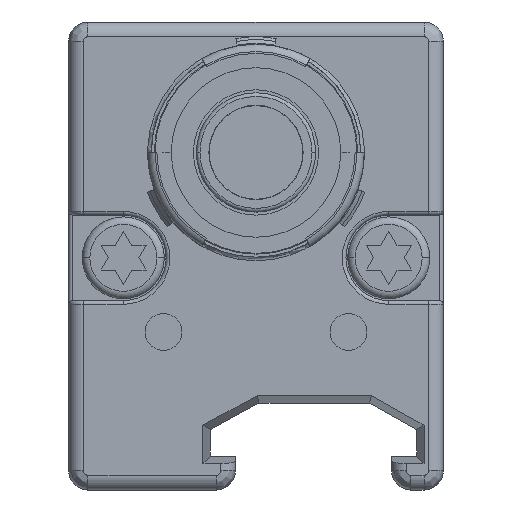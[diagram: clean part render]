
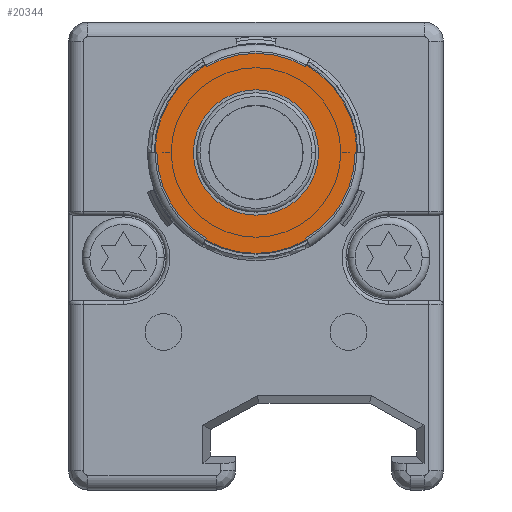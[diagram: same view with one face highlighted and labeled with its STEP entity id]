
A CAD part, front view. The second image highlights one B-rep face of the part: STEP entity #20344.
In plain terms, the highlighted planar face has unit normal (0, -1, 0).
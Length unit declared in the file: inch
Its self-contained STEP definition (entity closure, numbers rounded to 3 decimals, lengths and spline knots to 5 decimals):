
#3934=CARTESIAN_POINT('',(0.,-0.98425,0.90157));
#3935=DIRECTION('',(0.,-1.,0.));
#3936=DIRECTION('',(0.5,0.,-0.866));
#3937=AXIS2_PLACEMENT_3D('',#3934,#3935,#3936);
#3972=DIRECTION('',(-1.,0.,0.001));
#3973=VECTOR('',#3972,0.00492);
#3974=CARTESIAN_POINT('',(-0.26476,-0.98425,
0.90172));
#3975=LINE('',#3974,#3973);
#3976=CARTESIAN_POINT('',(0.,-0.98425,0.90157));
#3977=DIRECTION('',(0.,-1.,0.));
#3978=DIRECTION('',(-0.5,0.,0.866));
#3979=AXIS2_PLACEMENT_3D('',#3976,#3977,#3978);
#3981=DIRECTION('',(-0.501,0.,0.866));
#3982=VECTOR('',#3981,0.00492);
#3983=CARTESIAN_POINT('',(-0.13238,-0.98425,
1.13087));
#3984=LINE('',#3983,#3982);
#3985=DIRECTION('',(0.499,0.,0.866));
#3986=VECTOR('',#3985,0.00492);
#3987=CARTESIAN_POINT('',(0.13238,-0.98425,
1.13087));
#3988=LINE('',#3987,#3986);
#3989=CARTESIAN_POINT('',(0.,-0.98425,0.90157));
#3990=DIRECTION('',(0.,-1.,0.));
#3991=DIRECTION('',(1.,0.,0.));
#3992=AXIS2_PLACEMENT_3D('',#3989,#3990,#3991);
#3994=DIRECTION('',(1.,0.,0.));
#3995=VECTOR('',#3994,0.00492);
#3996=CARTESIAN_POINT('',(0.26476,-0.98425,
0.90157));
#3997=LINE('',#3996,#3995);
#3998=DIRECTION('',(0.501,0.,-0.866));
#3999=VECTOR('',#3998,0.00492);
#4000=CARTESIAN_POINT('',(0.13238,-0.98425,
0.67228));
#4001=LINE('',#4000,#3999);
#4002=CARTESIAN_POINT('',(0.,-0.98425,0.90157));
#4003=DIRECTION('',(0.,-1.,0.));
#4004=DIRECTION('',(-0.5,0.,-0.866));
#4005=AXIS2_PLACEMENT_3D('',#4002,#4003,#4004);
#4007=DIRECTION('',(-0.501,0.,-0.866));
#4008=VECTOR('',#4007,0.00492);
#4009=CARTESIAN_POINT('',(-0.13238,-0.98425,
0.67228));
#4010=LINE('',#4009,#4008);
#4011=CARTESIAN_POINT('',(0.,-0.98425,0.90157));
#4012=DIRECTION('',(0.,-1.,0.));
#4013=DIRECTION('',(-0.866,0.,0.5));
#4014=AXIS2_PLACEMENT_3D('',#4011,#4012,#4013);
#4016=CARTESIAN_POINT('',(0.,-0.98425,0.90157));
#4017=DIRECTION('',(0.,-1.,0.));
#4018=DIRECTION('',(0.866,0.,-0.5));
#4019=AXIS2_PLACEMENT_3D('',#4016,#4017,#4018);
#4021=CARTESIAN_POINT('',(0.,-0.98425,0.90157));
#4022=DIRECTION('',(0.,-1.,0.));
#4023=DIRECTION('',(-1.,0.,0.001));
#4024=AXIS2_PLACEMENT_3D('',#4021,#4022,#4023);
#4377=CARTESIAN_POINT('',(0.,-0.98425,0.90157));
#4378=DIRECTION('',(0.,-1.,0.));
#4379=DIRECTION('',(0.5,0.,0.866));
#4380=AXIS2_PLACEMENT_3D('',#4377,#4378,#4379);
#14863=CARTESIAN_POINT('',(0.13484,-0.98425,
1.13513));
#14865=VERTEX_POINT('',#14863);
#14867=CARTESIAN_POINT('',(0.13238,-0.98425,
0.67228));
#14868=CARTESIAN_POINT('',(0.13484,-0.98425,
0.66802));
#14869=VERTEX_POINT('',#14867);
#14870=VERTEX_POINT('',#14868);
#14875=CARTESIAN_POINT('',(0.26476,-0.98425,
0.90157));
#14876=CARTESIAN_POINT('',(0.26968,-0.98425,
0.90157));
#14877=VERTEX_POINT('',#14875);
#14878=VERTEX_POINT('',#14876);
#14891=CARTESIAN_POINT('',(-0.13484,-0.98425,
0.66802));
#14892=VERTEX_POINT('',#14891);
#14903=CARTESIAN_POINT('',(0.13238,-0.98425,
1.13087));
#14904=VERTEX_POINT('',#14903);
#14907=CARTESIAN_POINT('',(-0.13238,-0.98425,
1.13087));
#14908=CARTESIAN_POINT('',(-0.13484,-0.98425,
1.13513));
#14909=VERTEX_POINT('',#14907);
#14910=VERTEX_POINT('',#14908);
#14939=CARTESIAN_POINT('',(-0.14491,-0.98425,
0.98524));
#14940=CARTESIAN_POINT('',(0.14491,-0.98425,
0.81791));
#14941=VERTEX_POINT('',#14939);
#14942=VERTEX_POINT('',#14940);
#14951=CARTESIAN_POINT('',(-0.26476,-0.98425,
0.90172));
#14952=CARTESIAN_POINT('',(-0.26968,-0.98425,
0.90172));
#14953=VERTEX_POINT('',#14951);
#14954=VERTEX_POINT('',#14952);
#14959=CARTESIAN_POINT('',(-0.13238,-0.98425,
0.67228));
#14960=VERTEX_POINT('',#14959);
#20309=CARTESIAN_POINT('',(0.,-0.98425,0.90157));
#20310=DIRECTION('',(0.,-1.,0.));
#20311=DIRECTION('',(-0.5,0.,-0.866));
#20312=AXIS2_PLACEMENT_3D('',#20309,#20310,#20311);
#20313=PLANE('',#20312);
#20315=ORIENTED_EDGE('',*,*,#20314,.F.);
#20317=ORIENTED_EDGE('',*,*,#20316,.T.);
#20319=ORIENTED_EDGE('',*,*,#20318,.F.);
#20321=ORIENTED_EDGE('',*,*,#20320,.F.);
#20323=ORIENTED_EDGE('',*,*,#20322,.F.);
#20325=ORIENTED_EDGE('',*,*,#20324,.T.);
#20327=ORIENTED_EDGE('',*,*,#20326,.F.);
#20329=ORIENTED_EDGE('',*,*,#20328,.F.);
#20330=ORIENTED_EDGE('',*,*,#20239,.F.);
#20331=ORIENTED_EDGE('',*,*,#20299,.T.);
#20333=ORIENTED_EDGE('',*,*,#20332,.F.);
#20335=ORIENTED_EDGE('',*,*,#20334,.F.);
#20336=EDGE_LOOP('',(#20315,#20317,#20319,#20321,#20323,#20325,#20327,#20329,
#20330,#20331,#20333,#20335));
#20337=FACE_OUTER_BOUND('',#20336,.F.);
#20339=ORIENTED_EDGE('',*,*,#20338,.T.);
#20341=ORIENTED_EDGE('',*,*,#20340,.T.);
#20342=EDGE_LOOP('',(#20339,#20341));
#20343=FACE_BOUND('',#20342,.F.);
#20344=ADVANCED_FACE('',(#20337,#20343),#20313,.T.);
#3938=CIRCLE('',#3937,0.26476);
#3980=CIRCLE('',#3979,0.26969);
#3993=CIRCLE('',#3992,0.26969);
#4006=CIRCLE('',#4005,0.26969);
#4015=CIRCLE('',#4014,0.16732);
#4020=CIRCLE('',#4019,0.16732);
#4025=CIRCLE('',#4024,0.26476);
#4381=CIRCLE('',#4380,0.26476);
#20239=EDGE_CURVE('',#14869,#14877,#3938,.T.);
#20299=EDGE_CURVE('',#14869,#14870,#4001,.T.);
#20314=EDGE_CURVE('',#14953,#14960,#4025,.T.);
#20316=EDGE_CURVE('',#14953,#14954,#3975,.T.);
#20318=EDGE_CURVE('',#14910,#14954,#3980,.T.);
#20320=EDGE_CURVE('',#14909,#14910,#3984,.T.);
#20322=EDGE_CURVE('',#14904,#14909,#4381,.T.);
#20324=EDGE_CURVE('',#14904,#14865,#3988,.T.);
#20326=EDGE_CURVE('',#14878,#14865,#3993,.T.);
#20328=EDGE_CURVE('',#14877,#14878,#3997,.T.);
#20332=EDGE_CURVE('',#14892,#14870,#4006,.T.);
#20334=EDGE_CURVE('',#14960,#14892,#4010,.T.);
#20338=EDGE_CURVE('',#14941,#14942,#4015,.T.);
#20340=EDGE_CURVE('',#14942,#14941,#4020,.T.);
